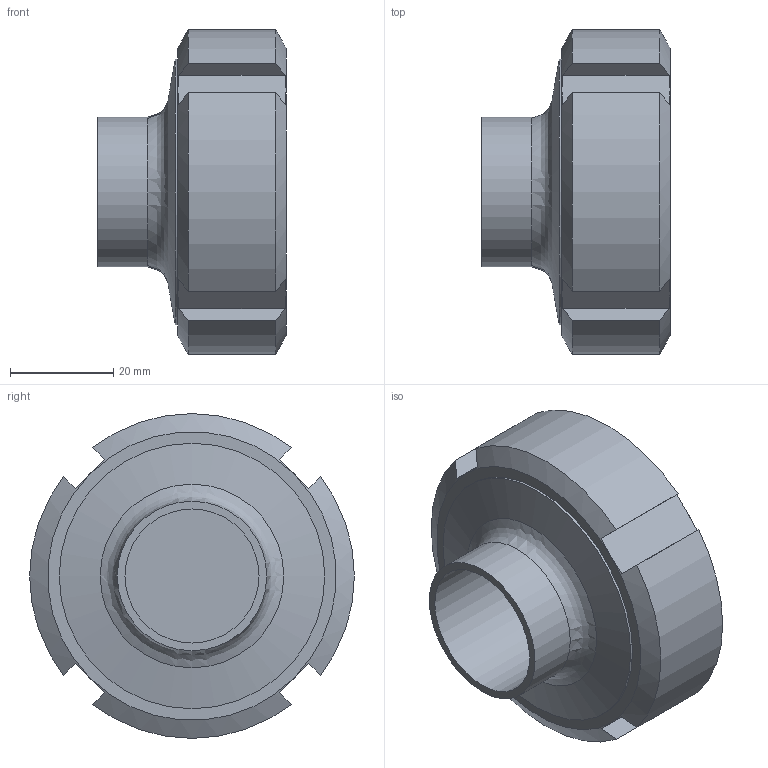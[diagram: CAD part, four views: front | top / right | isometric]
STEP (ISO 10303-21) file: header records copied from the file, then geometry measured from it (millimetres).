
FILE_DESCRIPTION((''),'2;1');
FILE_NAME('Schauglas DN025.stp','2010-12-17T10:19:07',('prost'),(''),'Autodesk Inventor 2010','Autodesk Inventor 2010','');
FILE_SCHEMA(('AUTOMOTIVE_DESIGN { 1 0 10303 214 1 1 1 1 }'));
Length unit declared in the file: millimetre
Products named in the file (1): 602005001_Schauglas DN25_Konturvereinfachung_1
Bounding box: 36.5 x 63 x 63 mm (x, y, z)
Volume: 56475.9 mm3; surface area: 19911 mm2
Topology: 1 solids, 1 shells, 45 faces, 96 edges, 61 vertices
Faces by surface type: plane 22, cylinder 13, cone 9, bspline 1
Full cylindrical faces by diameter (mm): 26 x2, 29 x1, 30 x1, 39.8 x1, 45 x1, 46 x1, 49 x1, 51.5 x1
Entity records: 1240 total; most frequent: CARTESIAN_POINT 296, DIRECTION 176, ORIENTED_EDGE 166, EDGE_CURVE 83, AXIS2_PLACEMENT_3D 80, EDGE_LOOP 64, VERTEX_POINT 59, STYLED_ITEM 46
